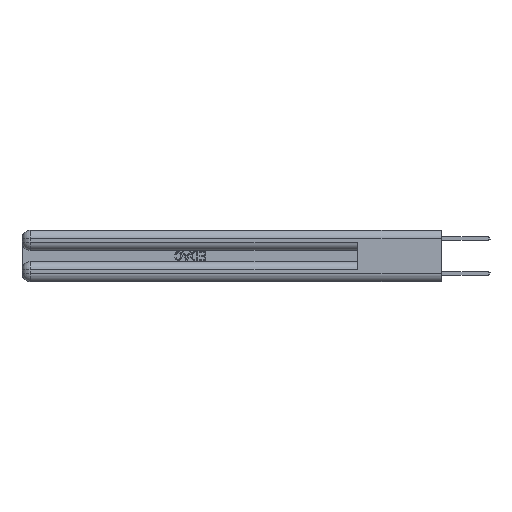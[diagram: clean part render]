
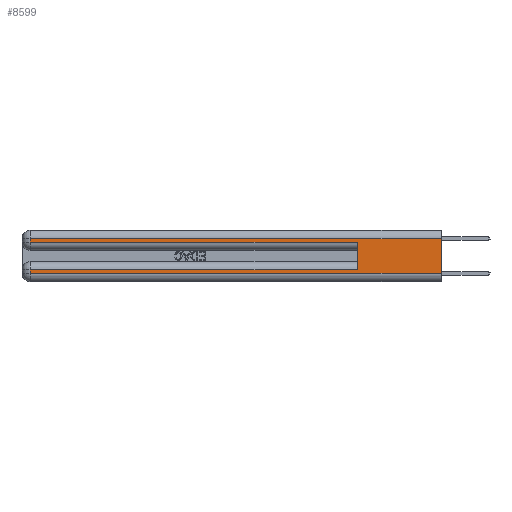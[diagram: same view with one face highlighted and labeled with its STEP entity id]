
A CAD part, left-side view. The second image highlights one B-rep face of the part: STEP entity #8599.
In plain terms, the highlighted planar face has unit normal (-1, 0, 0).
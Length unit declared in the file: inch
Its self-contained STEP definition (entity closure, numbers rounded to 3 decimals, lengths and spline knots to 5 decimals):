
#243 = CARTESIAN_POINT ( 'NONE',  ( 0., 0., 0.37 ) ) ;
#550 = PLANE ( 'NONE',  #28235 ) ;
#806 = VECTOR ( 'NONE', #15171, 39.37008 ) ;
#907 = EDGE_CURVE ( 'NONE', #16760, #19114, #28163, .T. ) ;
#1315 = VECTOR ( 'NONE', #28008, 39.37008 ) ;
#1612 = CARTESIAN_POINT ( 'NONE',  ( 0., 2.94, 0.37 ) ) ;
#1896 = LINE ( 'NONE', #2035, #26442 ) ;
#2035 = CARTESIAN_POINT ( 'NONE',  ( 0., 0., 0.06 ) ) ;
#3530 = DIRECTION ( 'NONE',  ( 0., 0., -1. ) ) ;
#4309 = EDGE_LOOP ( 'NONE', ( #8913, #13827, #21853, #7079, #8870, #18139, #10501, #24607 ) ) ;
#4342 = EDGE_CURVE ( 'NONE', #15596, #23090, #10981, .T. ) ;
#5324 = CARTESIAN_POINT ( 'NONE',  ( 0., 0.6, 0.145 ) ) ;
#5545 = EDGE_CURVE ( 'NONE', #24912, #16760, #12626, .T. ) ;
#6257 = CARTESIAN_POINT ( 'NONE',  ( 0., 0., 0.085 ) ) ;
#6684 = LINE ( 'NONE', #6257, #806 ) ;
#7079 = ORIENTED_EDGE ( 'NONE', *, *, #907, .T. ) ;
#7398 = DIRECTION ( 'NONE',  ( 0., 1., 0. ) ) ;
#8038 = LINE ( 'NONE', #1612, #8628 ) ;
#8357 = CARTESIAN_POINT ( 'NONE',  ( 0., 2.94, 0.31 ) ) ;
#8599 = ADVANCED_FACE ( 'NONE', ( #20577 ), #550, .F. ) ;
#8628 = VECTOR ( 'NONE', #3530, 39.37008 ) ;
#8870 = ORIENTED_EDGE ( 'NONE', *, *, #17868, .F. ) ;
#8913 = ORIENTED_EDGE ( 'NONE', *, *, #4342, .F. ) ;
#9095 = CARTESIAN_POINT ( 'NONE',  ( 0., 2.94, 0.06 ) ) ;
#9526 = VECTOR ( 'NONE', #19088, 39.37008 ) ;
#10501 = ORIENTED_EDGE ( 'NONE', *, *, #25328, .T. ) ;
#10752 = EDGE_CURVE ( 'NONE', #19546, #23090, #1896, .T. ) ;
#10981 = LINE ( 'NONE', #243, #24963 ) ;
#11690 = CARTESIAN_POINT ( 'NONE',  ( 0., 0.6, 0.085 ) ) ;
#11700 = VECTOR ( 'NONE', #18754, 39.37008 ) ;
#11824 = CARTESIAN_POINT ( 'NONE',  ( 0., 0., 0.37 ) ) ;
#12493 = EDGE_CURVE ( 'NONE', #13470, #14433, #6684, .T. ) ;
#12626 = LINE ( 'NONE', #19068, #1315 ) ;
#12660 = EDGE_CURVE ( 'NONE', #15596, #24912, #27304, .T. ) ;
#13470 = VERTEX_POINT ( 'NONE', #11690 ) ;
#13827 = ORIENTED_EDGE ( 'NONE', *, *, #12660, .T. ) ;
#14433 = VERTEX_POINT ( 'NONE', #20704 ) ;
#15171 = DIRECTION ( 'NONE',  ( 0., 1., 0. ) ) ;
#15279 = VECTOR ( 'NONE', #7398, 39.37008 ) ;
#15596 = VERTEX_POINT ( 'NONE', #24841 ) ;
#15922 = DIRECTION ( 'NONE',  ( 0., 0., -1. ) ) ;
#16026 = CARTESIAN_POINT ( 'NONE',  ( 0., 0., 0.31 ) ) ;
#16760 = VERTEX_POINT ( 'NONE', #23684 ) ;
#17039 = CARTESIAN_POINT ( 'NONE',  ( 0., 0., 0.285 ) ) ;
#17868 = EDGE_CURVE ( 'NONE', #13470, #19114, #23127, .T. ) ;
#18139 = ORIENTED_EDGE ( 'NONE', *, *, #12493, .T. ) ;
#18754 = DIRECTION ( 'NONE',  ( 0., 0., 1. ) ) ;
#19068 = CARTESIAN_POINT ( 'NONE',  ( 0., 2.94, 0.37 ) ) ;
#19088 = DIRECTION ( 'NONE',  ( 0., -1., 0. ) ) ;
#19114 = VERTEX_POINT ( 'NONE', #25204 ) ;
#19546 = VERTEX_POINT ( 'NONE', #9095 ) ;
#19722 = DIRECTION ( 'NONE',  ( 0., -1., 0. ) ) ;
#20577 = FACE_OUTER_BOUND ( 'NONE', #4309, .T. ) ;
#20704 = CARTESIAN_POINT ( 'NONE',  ( 0., 2.94, 0.085 ) ) ;
#20875 = DIRECTION ( 'NONE',  ( 1., 0., 0. ) ) ;
#21853 = ORIENTED_EDGE ( 'NONE', *, *, #5545, .T. ) ;
#23090 = VERTEX_POINT ( 'NONE', #26084 ) ;
#23127 = LINE ( 'NONE', #5324, #11700 ) ;
#23684 = CARTESIAN_POINT ( 'NONE',  ( 0., 2.94, 0.285 ) ) ;
#24607 = ORIENTED_EDGE ( 'NONE', *, *, #10752, .T. ) ;
#24841 = CARTESIAN_POINT ( 'NONE',  ( 0., 0., 0.31 ) ) ;
#24912 = VERTEX_POINT ( 'NONE', #8357 ) ;
#24963 = VECTOR ( 'NONE', #15922, 39.37008 ) ;
#25204 = CARTESIAN_POINT ( 'NONE',  ( 0., 0.6, 0.285 ) ) ;
#25328 = EDGE_CURVE ( 'NONE', #14433, #19546, #8038, .T. ) ;
#26084 = CARTESIAN_POINT ( 'NONE',  ( 0., 0., 0.06 ) ) ;
#26442 = VECTOR ( 'NONE', #19722, 39.37008 ) ;
#27304 = LINE ( 'NONE', #16026, #15279 ) ;
#27318 = DIRECTION ( 'NONE',  ( 0., 0., -1. ) ) ;
#28008 = DIRECTION ( 'NONE',  ( 0., 0., -1. ) ) ;
#28163 = LINE ( 'NONE', #17039, #9526 ) ;
#28235 = AXIS2_PLACEMENT_3D ( 'NONE', #11824, #20875, #27318 ) ;
